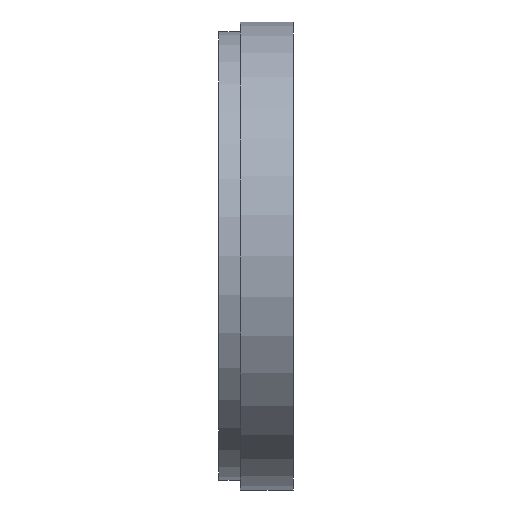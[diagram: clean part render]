
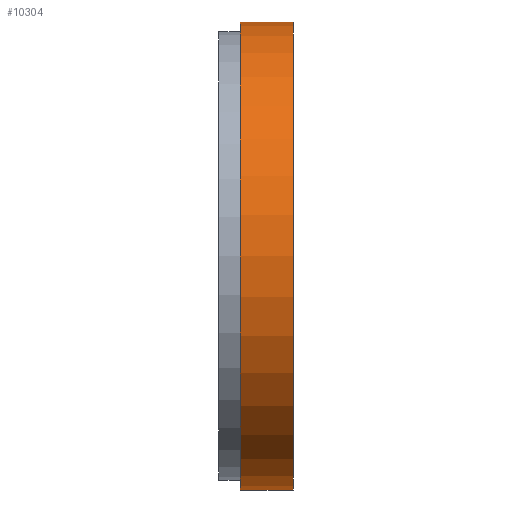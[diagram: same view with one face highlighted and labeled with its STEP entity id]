
A CAD part, front view. The second image highlights one B-rep face of the part: STEP entity #10304.
In plain terms, the highlighted cylindrical face has radius 84.138 mm (diameter 168.275 mm), a full revolution.
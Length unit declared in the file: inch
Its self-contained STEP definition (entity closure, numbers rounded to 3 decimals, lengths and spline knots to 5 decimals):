
#133 = CIRCLE ( 'NONE', #3469, 3.3125 ) ;
#842 = DIRECTION ( 'NONE',  ( 0., 0., -1. ) ) ;
#872 = AXIS2_PLACEMENT_3D ( 'NONE', #1690, #5548, #9283 ) ;
#1690 = CARTESIAN_POINT ( 'NONE',  ( 0.685, 0., 0. ) ) ;
#2759 = DIRECTION ( 'NONE',  ( 0., 0., -1. ) ) ;
#2828 = EDGE_CURVE ( 'NONE', #12430, #12430, #133, .T. ) ;
#2902 = CIRCLE ( 'NONE', #11081, 3.3125 ) ;
#3469 = AXIS2_PLACEMENT_3D ( 'NONE', #15422, #14322, #2759 ) ;
#4185 = ORIENTED_EDGE ( 'NONE', *, *, #15839, .T. ) ;
#4966 = CYLINDRICAL_SURFACE ( 'NONE', #872, 3.3125 ) ;
#5548 = DIRECTION ( 'NONE',  ( 1., 0., 0. ) ) ;
#5759 = FACE_OUTER_BOUND ( 'NONE', #15071, .T. ) ;
#7042 = DIRECTION ( 'NONE',  ( 1., 0., 0. ) ) ;
#7937 = CARTESIAN_POINT ( 'NONE',  ( 0.31, 0., -3.3125 ) ) ;
#8408 = CARTESIAN_POINT ( 'NONE',  ( 0.31, 0., 0. ) ) ;
#8852 = VERTEX_POINT ( 'NONE', #7937 ) ;
#9162 = FACE_OUTER_BOUND ( 'NONE', #10057, .T. ) ;
#9283 = DIRECTION ( 'NONE',  ( 0., 1., 0. ) ) ;
#10027 = CARTESIAN_POINT ( 'NONE',  ( 1.06, 0., -3.3125 ) ) ;
#10057 = EDGE_LOOP ( 'NONE', ( #4185 ) ) ;
#10304 = ADVANCED_FACE ( 'NONE', ( #9162, #5759 ), #4966, .T. ) ;
#11081 = AXIS2_PLACEMENT_3D ( 'NONE', #8408, #7042, #842 ) ;
#11171 = ORIENTED_EDGE ( 'NONE', *, *, #2828, .F. ) ;
#12430 = VERTEX_POINT ( 'NONE', #10027 ) ;
#14322 = DIRECTION ( 'NONE',  ( 1., 0., 0. ) ) ;
#15071 = EDGE_LOOP ( 'NONE', ( #11171 ) ) ;
#15422 = CARTESIAN_POINT ( 'NONE',  ( 1.06, 0., 0. ) ) ;
#15839 = EDGE_CURVE ( 'NONE', #8852, #8852, #2902, .T. ) ;
